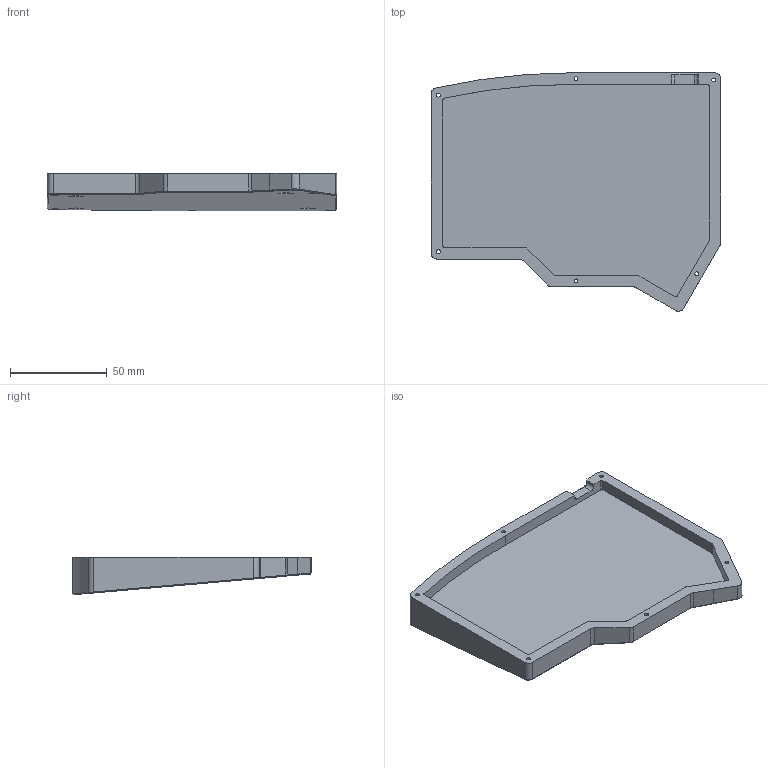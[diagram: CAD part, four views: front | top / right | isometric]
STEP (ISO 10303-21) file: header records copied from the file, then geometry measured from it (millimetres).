
FILE_DESCRIPTION(/* description */ (''),/* implementation_level */ '2;1');
FILE_NAME(/* name */ 'bottom.step',/* time_stamp */ '2020-12-14T16:37:27-06:00',/* author */ (''),/* organization */ (''),/* preprocessor_version */ 'ST-DEVELOPER v18.1',/* originating_system */ 'Autodesk Translation Framework v9.7.1.1290',/* authorisation */ '');
FILE_SCHEMA (('AUTOMOTIVE_DESIGN { 1 0 10303 214 3 1 1 }'));
Length unit declared in the file: millimetre
Products named in the file (1): Plate
Bounding box: 149.7 x 123.27 x 19.34 mm (x, y, z)
Volume: 151535.5 mm3; surface area: 42181.5 mm2
Topology: 1 solids, 1 shells, 104 faces, 254 edges, 162 vertices
Faces by surface type: plane 46, cylinder 36, bspline 20, cone 2
Full cylindrical faces by diameter (mm): 2 x6, 4 x6, 8 x4
Entity records: 3405 total; most frequent: CARTESIAN_POINT 965, ORIENTED_EDGE 508, DIRECTION 449, EDGE_CURVE 254, VERTEX_POINT 162, AXIS2_PLACEMENT_3D 150, LINE 149, VECTOR 149
